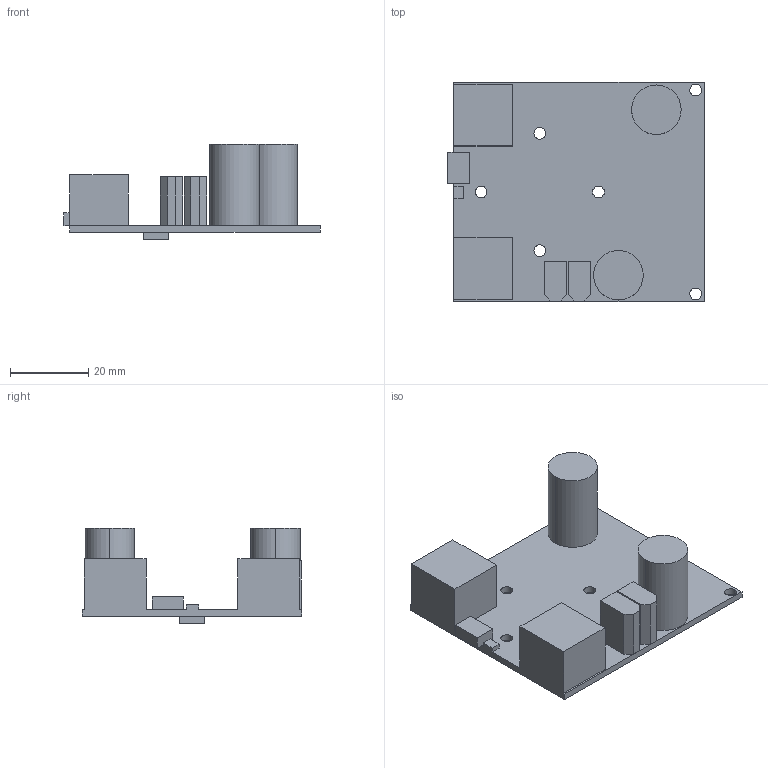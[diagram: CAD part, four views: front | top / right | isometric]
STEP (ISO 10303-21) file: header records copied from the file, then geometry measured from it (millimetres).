
FILE_DESCRIPTION (( 'STEP AP203' ), '1' );
FILE_NAME ('minitaur-motor-driver-board_Default_sldprt.STEP', '2016-11-29T01:07:30', ( 'Alexander' ), ( '' ), 'SwSTEP 2.0', 'SolidWorks 2015', '' );
FILE_SCHEMA (( 'CONFIG_CONTROL_DESIGN' ));
Length unit declared in the file: millimetre
Products named in the file (1): minitaur-motor-driver-board_Default_sldprt
Bounding box: 65.5 x 56 x 24.45 mm (x, y, z)
Volume: 19201.5 mm3; surface area: 11779.3 mm2
Topology: 1 solids, 1 shells, 61 faces, 160 edges, 106 vertices
Faces by surface type: plane 45, cylinder 16
Entity records: 1971 total; most frequent: CARTESIAN_POINT 328, ORIENTED_EDGE 320, DIRECTION 316, EDGE_CURVE 160, LINE 128, VECTOR 128, VERTEX_POINT 106, AXIS2_PLACEMENT_3D 94
